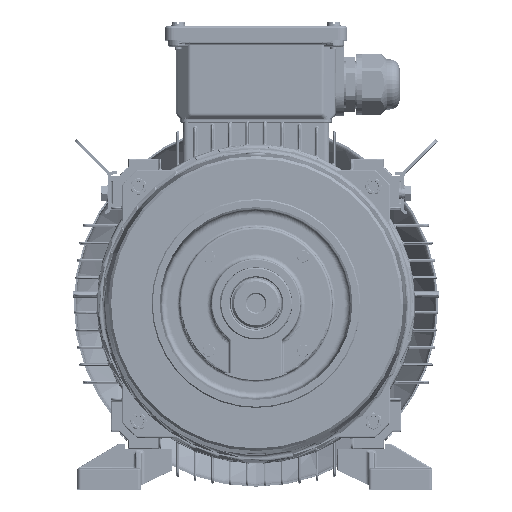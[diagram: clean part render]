
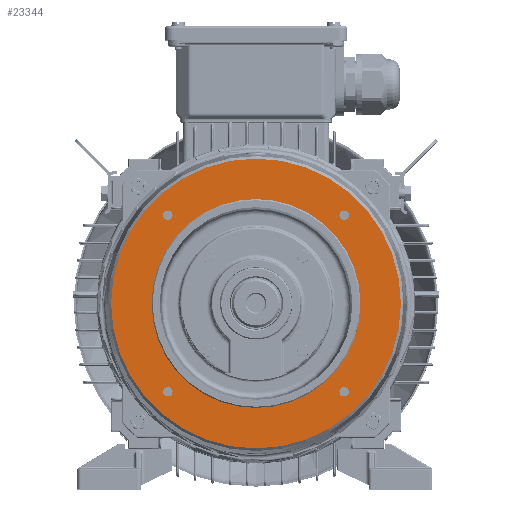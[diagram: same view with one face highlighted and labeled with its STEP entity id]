
A CAD part, top view. The second image highlights one B-rep face of the part: STEP entity #23344.
In plain terms, the highlighted planar face has unit normal (0, 0, 1).
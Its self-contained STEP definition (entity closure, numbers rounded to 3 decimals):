
#12872=PLANE('',#171011);
#14748=FACE_BOUND('',#44589,.T.);
#14749=FACE_BOUND('',#44590,.T.);
#14750=FACE_BOUND('',#44591,.T.);
#14751=FACE_BOUND('',#44592,.T.);
#14752=FACE_BOUND('',#44593,.T.);
#14753=FACE_BOUND('',#44594,.T.);
#23344=ADVANCED_FACE('',(#14748,#14749,#14750,#14751,#14752,#14753),#12872,
 .T.);
#44589=EDGE_LOOP('',(#113585));
#44590=EDGE_LOOP('',(#113586,#113587));
#44591=EDGE_LOOP('',(#113588,#113589));
#44592=EDGE_LOOP('',(#113590));
#44593=EDGE_LOOP('',(#113591,#113592));
#44594=EDGE_LOOP('',(#113593,#113594));
#113585=ORIENTED_EDGE('',*,*,#152592,.T.);
#113586=ORIENTED_EDGE('',*,*,#152593,.F.);
#113587=ORIENTED_EDGE('',*,*,#152594,.F.);
#113588=ORIENTED_EDGE('',*,*,#152595,.F.);
#113589=ORIENTED_EDGE('',*,*,#152596,.F.);
#113590=ORIENTED_EDGE('',*,*,#152597,.F.);
#113591=ORIENTED_EDGE('',*,*,#152598,.T.);
#113592=ORIENTED_EDGE('',*,*,#152599,.T.);
#113593=ORIENTED_EDGE('',*,*,#152600,.T.);
#113594=ORIENTED_EDGE('',*,*,#152601,.T.);
#130074=VERTEX_POINT('',#327801);
#130075=VERTEX_POINT('',#327803);
#130076=VERTEX_POINT('',#327804);
#130077=VERTEX_POINT('',#327807);
#130078=VERTEX_POINT('',#327808);
#130079=VERTEX_POINT('',#327811);
#130080=VERTEX_POINT('',#327813);
#130081=VERTEX_POINT('',#327814);
#130082=VERTEX_POINT('',#327817);
#130083=VERTEX_POINT('',#327818);
#152592=EDGE_CURVE('',#130074,#130074,#158456,.T.);
#152593=EDGE_CURVE('',#130075,#130076,#158457,.T.);
#152594=EDGE_CURVE('',#130076,#130075,#158458,.T.);
#152595=EDGE_CURVE('',#130077,#130078,#158459,.T.);
#152596=EDGE_CURVE('',#130078,#130077,#158460,.T.);
#152597=EDGE_CURVE('',#130079,#130079,#158461,.T.);
#152598=EDGE_CURVE('',#130080,#130081,#158462,.T.);
#152599=EDGE_CURVE('',#130081,#130080,#158463,.T.);
#152600=EDGE_CURVE('',#130082,#130083,#158464,.T.);
#152601=EDGE_CURVE('',#130083,#130082,#158465,.T.);
#158456=CIRCLE('',#171001,124.862);
#158457=CIRCLE('',#171002,4.1);
#158458=CIRCLE('',#171003,4.1);
#158459=CIRCLE('',#171004,4.1);
#158460=CIRCLE('',#171005,4.1);
#158461=CIRCLE('',#171006,90.);
#158462=CIRCLE('',#171007,4.1);
#158463=CIRCLE('',#171008,4.1);
#158464=CIRCLE('',#171009,4.1);
#158465=CIRCLE('',#171010,4.1);
#171001=AXIS2_PLACEMENT_3D('',#327800,#208049,#208050);
#171002=AXIS2_PLACEMENT_3D('',#327802,#208051,#208052);
#171003=AXIS2_PLACEMENT_3D('',#327805,#208053,#208054);
#171004=AXIS2_PLACEMENT_3D('',#327806,#208055,#208056);
#171005=AXIS2_PLACEMENT_3D('',#327809,#208057,#208058);
#171006=AXIS2_PLACEMENT_3D('',#327810,#208059,#208060);
#171007=AXIS2_PLACEMENT_3D('',#327812,#208061,#208062);
#171008=AXIS2_PLACEMENT_3D('',#327815,#208063,#208064);
#171009=AXIS2_PLACEMENT_3D('',#327816,#208065,#208066);
#171010=AXIS2_PLACEMENT_3D('',#327819,#208067,#208068);
#171011=AXIS2_PLACEMENT_3D('',#327820,#208069,#208070);
#208049=DIRECTION('',(0.,0.,1.));
#208050=DIRECTION('',(-1.,0.,0.));
#208051=DIRECTION('',(0.,0.,1.));
#208052=DIRECTION('',(-1.,0.,0.));
#208053=DIRECTION('',(0.,0.,1.));
#208054=DIRECTION('',(-1.,0.,0.));
#208055=DIRECTION('',(0.,0.,1.));
#208056=DIRECTION('',(-1.,0.,0.));
#208057=DIRECTION('',(0.,0.,1.));
#208058=DIRECTION('',(-1.,0.,0.));
#208059=DIRECTION('',(0.,0.,1.));
#208060=DIRECTION('',(-1.,0.,0.));
#208061=DIRECTION('',(0.,0.,-1.));
#208062=DIRECTION('',(-1.,0.,0.));
#208063=DIRECTION('',(0.,0.,-1.));
#208064=DIRECTION('',(-1.,0.,0.));
#208065=DIRECTION('',(0.,0.,-1.));
#208066=DIRECTION('',(-1.,0.,0.));
#208067=DIRECTION('',(0.,0.,-1.));
#208068=DIRECTION('',(-1.,0.,0.));
#208069=DIRECTION('',(0.,0.,1.));
#208070=DIRECTION('',(1.,0.,0.));
#327800=CARTESIAN_POINT('',(0.,-2.582,213.457));
#327801=CARTESIAN_POINT('',(-124.862,-2.582,213.457));
#327802=CARTESIAN_POINT('',(76.009,73.426,213.457));
#327803=CARTESIAN_POINT('',(71.909,73.426,213.457));
#327804=CARTESIAN_POINT('',(80.109,73.426,213.457));
#327805=CARTESIAN_POINT('',(76.009,73.426,213.457));
#327806=CARTESIAN_POINT('',(-76.015,73.433,213.457));
#327807=CARTESIAN_POINT('',(-80.115,73.433,213.457));
#327808=CARTESIAN_POINT('',(-71.915,73.433,213.457));
#327809=CARTESIAN_POINT('',(-76.015,73.433,213.457));
#327810=CARTESIAN_POINT('',(0.,-2.582,213.457));
#327811=CARTESIAN_POINT('',(-90.,-2.582,213.457));
#327812=CARTESIAN_POINT('',(76.009,-78.591,213.457));
#327813=CARTESIAN_POINT('',(71.909,-78.591,213.457));
#327814=CARTESIAN_POINT('',(80.109,-78.591,213.457));
#327815=CARTESIAN_POINT('',(76.009,-78.591,213.457));
#327816=CARTESIAN_POINT('',(-76.015,-78.597,213.457));
#327817=CARTESIAN_POINT('',(-80.115,-78.597,213.457));
#327818=CARTESIAN_POINT('',(-71.915,-78.597,213.457));
#327819=CARTESIAN_POINT('',(-76.015,-78.597,213.457));
#327820=CARTESIAN_POINT('',(0.,87.418,213.457));
